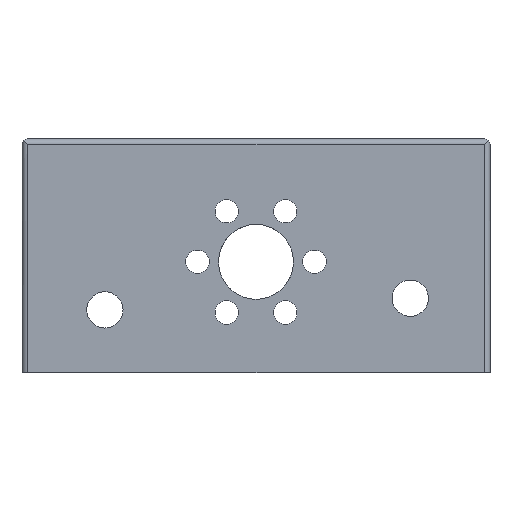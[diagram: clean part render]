
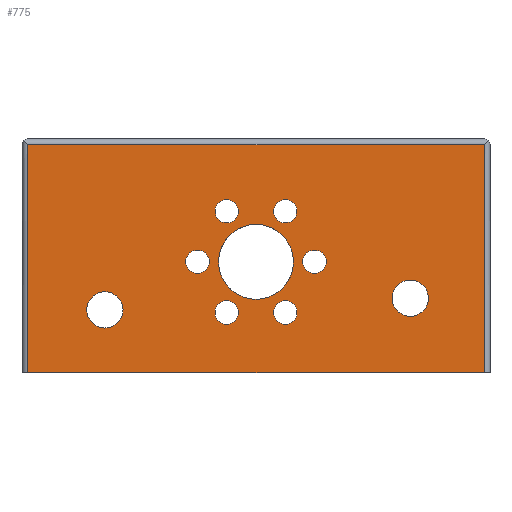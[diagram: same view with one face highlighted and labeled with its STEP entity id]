
A CAD part, front view. The second image highlights one B-rep face of the part: STEP entity #775.
In plain terms, the highlighted planar face has unit normal (0, -1, 0).
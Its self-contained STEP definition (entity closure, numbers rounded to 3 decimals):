
#89=CIRCLE('',#862,1.55);
#90=CIRCLE('',#863,1.55);
#91=CIRCLE('',#864,1.);
#92=CIRCLE('',#865,1.);
#93=CIRCLE('',#866,1.);
#94=CIRCLE('',#867,1.);
#95=CIRCLE('',#868,1.);
#96=CIRCLE('',#869,1.);
#97=CIRCLE('',#870,3.2);
#202=ORIENTED_EDGE('',*,*,#377,.F.);
#203=ORIENTED_EDGE('',*,*,#378,.F.);
#204=ORIENTED_EDGE('',*,*,#379,.T.);
#205=ORIENTED_EDGE('',*,*,#380,.T.);
#206=ORIENTED_EDGE('',*,*,#381,.T.);
#207=ORIENTED_EDGE('',*,*,#382,.T.);
#208=ORIENTED_EDGE('',*,*,#383,.T.);
#209=ORIENTED_EDGE('',*,*,#384,.T.);
#210=ORIENTED_EDGE('',*,*,#385,.T.);
#211=ORIENTED_EDGE('',*,*,#362,.T.);
#212=ORIENTED_EDGE('',*,*,#386,.T.);
#213=ORIENTED_EDGE('',*,*,#387,.T.);
#214=ORIENTED_EDGE('',*,*,#388,.T.);
#362=EDGE_CURVE('',#459,#458,#511,.T.);
#377=EDGE_CURVE('',#468,#468,#89,.T.);
#378=EDGE_CURVE('',#469,#469,#90,.T.);
#379=EDGE_CURVE('',#470,#470,#91,.F.);
#380=EDGE_CURVE('',#471,#471,#92,.F.);
#381=EDGE_CURVE('',#472,#472,#93,.F.);
#382=EDGE_CURVE('',#473,#473,#94,.F.);
#383=EDGE_CURVE('',#474,#474,#95,.F.);
#384=EDGE_CURVE('',#475,#475,#96,.F.);
#385=EDGE_CURVE('',#476,#476,#97,.F.);
#386=EDGE_CURVE('',#458,#477,#519,.T.);
#387=EDGE_CURVE('',#477,#478,#520,.T.);
#388=EDGE_CURVE('',#478,#459,#521,.T.);
#458=VERTEX_POINT('',#1299);
#459=VERTEX_POINT('',#1301);
#468=VERTEX_POINT('',#1331);
#469=VERTEX_POINT('',#1333);
#470=VERTEX_POINT('',#1335);
#471=VERTEX_POINT('',#1337);
#472=VERTEX_POINT('',#1339);
#473=VERTEX_POINT('',#1341);
#474=VERTEX_POINT('',#1343);
#475=VERTEX_POINT('',#1345);
#476=VERTEX_POINT('',#1347);
#477=VERTEX_POINT('',#1349);
#478=VERTEX_POINT('',#1351);
#511=LINE('',#1300,#553);
#519=LINE('',#1348,#561);
#520=LINE('',#1350,#562);
#521=LINE('',#1352,#563);
#553=VECTOR('',#1005,1000.);
#561=VECTOR('',#1057,1000.);
#562=VECTOR('',#1058,1000.);
#563=VECTOR('',#1059,1000.);
#611=EDGE_LOOP('',(#202));
#612=EDGE_LOOP('',(#203));
#613=EDGE_LOOP('',(#204));
#614=EDGE_LOOP('',(#205));
#615=EDGE_LOOP('',(#206));
#616=EDGE_LOOP('',(#207));
#617=EDGE_LOOP('',(#208));
#618=EDGE_LOOP('',(#209));
#619=EDGE_LOOP('',(#210));
#620=EDGE_LOOP('',(#211,#212,#213,#214));
#694=FACE_BOUND('',#611,.T.);
#695=FACE_BOUND('',#612,.T.);
#696=FACE_BOUND('',#613,.T.);
#697=FACE_BOUND('',#614,.T.);
#698=FACE_BOUND('',#615,.T.);
#699=FACE_BOUND('',#616,.T.);
#700=FACE_BOUND('',#617,.T.);
#701=FACE_BOUND('',#618,.T.);
#702=FACE_BOUND('',#619,.T.);
#703=FACE_BOUND('',#620,.T.);
#751=PLANE('',#861);
#775=ADVANCED_FACE('',(#694,#695,#696,#697,#698,#699,#700,#701,#702,#703),
#751,.T.);
#861=AXIS2_PLACEMENT_3D('',#1329,#1037,#1038);
#862=AXIS2_PLACEMENT_3D('',#1330,#1039,#1040);
#863=AXIS2_PLACEMENT_3D('',#1332,#1041,#1042);
#864=AXIS2_PLACEMENT_3D('',#1334,#1043,#1044);
#865=AXIS2_PLACEMENT_3D('',#1336,#1045,#1046);
#866=AXIS2_PLACEMENT_3D('',#1338,#1047,#1048);
#867=AXIS2_PLACEMENT_3D('',#1340,#1049,#1050);
#868=AXIS2_PLACEMENT_3D('',#1342,#1051,#1052);
#869=AXIS2_PLACEMENT_3D('',#1344,#1053,#1054);
#870=AXIS2_PLACEMENT_3D('',#1346,#1055,#1056);
#1005=DIRECTION('',(1.,0.,0.));
#1037=DIRECTION('',(0.,-1.,0.));
#1038=DIRECTION('',(0.,0.,-1.));
#1039=DIRECTION('',(0.,-1.,0.));
#1040=DIRECTION('',(0.,0.,1.));
#1041=DIRECTION('',(0.,-1.,0.));
#1042=DIRECTION('',(0.,0.,1.));
#1043=DIRECTION('',(0.,-1.,0.));
#1044=DIRECTION('',(0.,0.,-1.));
#1045=DIRECTION('',(0.,-1.,0.));
#1046=DIRECTION('',(0.,0.,-1.));
#1047=DIRECTION('',(0.,-1.,0.));
#1048=DIRECTION('',(0.,0.,-1.));
#1049=DIRECTION('',(0.,-1.,0.));
#1050=DIRECTION('',(0.,0.,-1.));
#1051=DIRECTION('',(0.,-1.,0.));
#1052=DIRECTION('',(0.,0.,-1.));
#1053=DIRECTION('',(0.,-1.,0.));
#1054=DIRECTION('',(0.,0.,-1.));
#1055=DIRECTION('',(0.,-1.,0.));
#1056=DIRECTION('',(0.,0.,-1.));
#1057=DIRECTION('',(0.,0.,1.));
#1058=DIRECTION('',(-1.,0.,0.));
#1059=DIRECTION('',(0.,0.,-1.));
#1299=CARTESIAN_POINT('',(39.5,-1.,0.));
#1300=CARTESIAN_POINT('',(0.,-1.,0.));
#1301=CARTESIAN_POINT('',(0.5,-1.,0.));
#1329=CARTESIAN_POINT('',(0.,-1.,0.));
#1330=CARTESIAN_POINT('',(7.087,-1.,5.394));
#1331=CARTESIAN_POINT('',(7.087,-1.,6.944));
#1332=CARTESIAN_POINT('',(33.189,-1.,6.394));
#1333=CARTESIAN_POINT('',(33.189,-1.,7.944));
#1334=CARTESIAN_POINT('',(17.5,-1.,5.17));
#1335=CARTESIAN_POINT('',(17.5,-1.,4.17));
#1336=CARTESIAN_POINT('',(15.,-1.,9.5));
#1337=CARTESIAN_POINT('',(15.,-1.,8.5));
#1338=CARTESIAN_POINT('',(17.5,-1.,13.83));
#1339=CARTESIAN_POINT('',(17.5,-1.,12.83));
#1340=CARTESIAN_POINT('',(22.5,-1.,13.83));
#1341=CARTESIAN_POINT('',(22.5,-1.,12.83));
#1342=CARTESIAN_POINT('',(25.,-1.,9.5));
#1343=CARTESIAN_POINT('',(25.,-1.,8.5));
#1344=CARTESIAN_POINT('',(22.5,-1.,5.17));
#1345=CARTESIAN_POINT('',(22.5,-1.,4.17));
#1346=CARTESIAN_POINT('',(20.,-1.,9.5));
#1347=CARTESIAN_POINT('',(20.,-1.,6.3));
#1348=CARTESIAN_POINT('',(39.5,-1.,0.));
#1349=CARTESIAN_POINT('',(39.5,-1.,19.5));
#1350=CARTESIAN_POINT('',(0.,-1.,19.5));
#1351=CARTESIAN_POINT('',(0.5,-1.,19.5));
#1352=CARTESIAN_POINT('',(0.5,-1.,0.));
